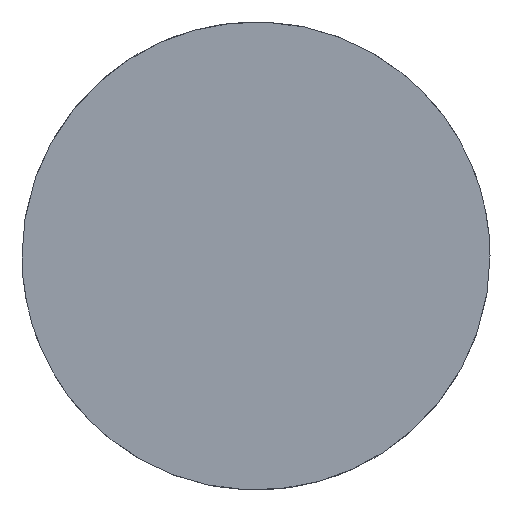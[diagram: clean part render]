
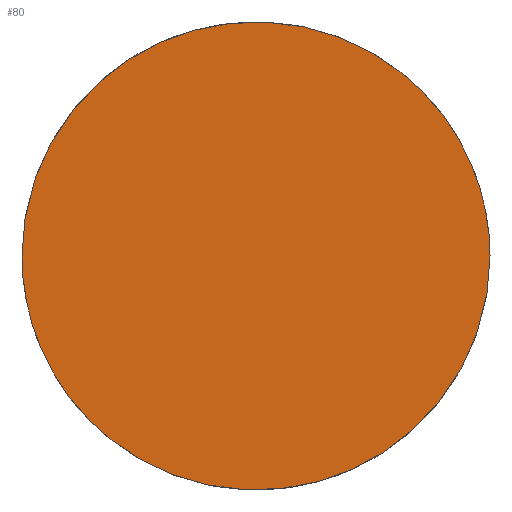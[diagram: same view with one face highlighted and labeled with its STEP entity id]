
A CAD part, top view. The second image highlights one B-rep face of the part: STEP entity #80.
In plain terms, the highlighted planar face has unit normal (0, -0.035, 0.999).
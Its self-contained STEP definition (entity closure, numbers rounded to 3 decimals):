
#2 = CARTESIAN_POINT ( 'NONE',  ( -50., 0., 4.254 ) ) ;
#7 = CARTESIAN_POINT ( 'NONE',  ( -50., 0., 4.254 ) ) ;
#9 = CARTESIAN_POINT ( 'NONE',  ( 50., 0., 4.254 ) ) ;
#10 = VERTEX_POINT ( 'NONE', #2 ) ;
#14 =( BOUNDED_CURVE ( )  B_SPLINE_CURVE ( 3, ( #76, #139, #136, #54 ),
 .UNSPECIFIED., .F., .F. ) 
 B_SPLINE_CURVE_WITH_KNOTS ( ( 4, 4 ),
 ( 4.712, 7.854 ),
 .UNSPECIFIED. ) 
 CURVE ( )  GEOMETRIC_REPRESENTATION_ITEM ( )  RATIONAL_B_SPLINE_CURVE ( ( 1., 0.333, 0.333, 1. ) ) 
 REPRESENTATION_ITEM ( '' )  );
#25 = EDGE_LOOP ( 'NONE', ( #129, #103 ) ) ;
#38 = EDGE_CURVE ( 'NONE', #128, #10, #14, .T. ) ;
#40 = CARTESIAN_POINT ( 'NONE',  ( 50., 100., 7.746 ) ) ;
#54 = CARTESIAN_POINT ( 'NONE',  ( -50., 0., 4.254 ) ) ;
#56 = DIRECTION ( 'NONE',  ( 0., 0.999, 0.035 ) ) ;
#66 =( BOUNDED_CURVE ( )  B_SPLINE_CURVE ( 3, ( #7, #81, #40, #67 ),
 .UNSPECIFIED., .F., .F. ) 
 B_SPLINE_CURVE_WITH_KNOTS ( ( 4, 4 ),
 ( 1.571, 4.712 ),
 .UNSPECIFIED. ) 
 CURVE ( )  GEOMETRIC_REPRESENTATION_ITEM ( )  RATIONAL_B_SPLINE_CURVE ( ( 1., 0.333, 0.333, 1. ) ) 
 REPRESENTATION_ITEM ( '' )  );
#67 = CARTESIAN_POINT ( 'NONE',  ( 50., 0., 4.254 ) ) ;
#76 = CARTESIAN_POINT ( 'NONE',  ( 50., 0., 4.254 ) ) ;
#79 = FACE_OUTER_BOUND ( 'NONE', #25, .T. ) ;
#80 = ADVANCED_FACE ( 'NONE', ( #79 ), #121, .F. ) ;
#81 = CARTESIAN_POINT ( 'NONE',  ( -50., 100., 7.746 ) ) ;
#94 = EDGE_CURVE ( 'NONE', #10, #128, #66, .T. ) ;
#102 = AXIS2_PLACEMENT_3D ( 'NONE', #132, #105, #56 ) ;
#103 = ORIENTED_EDGE ( 'NONE', *, *, #38, .F. ) ;
#105 = DIRECTION ( 'NONE',  ( 0., 0.035, -0.999 ) ) ;
#121 = PLANE ( 'NONE',  #102 ) ;
#128 = VERTEX_POINT ( 'NONE', #9 ) ;
#129 = ORIENTED_EDGE ( 'NONE', *, *, #94, .F. ) ;
#132 = CARTESIAN_POINT ( 'NONE',  ( -50., 50., 6. ) ) ;
#136 = CARTESIAN_POINT ( 'NONE',  ( -50., -100., 0.762 ) ) ;
#139 = CARTESIAN_POINT ( 'NONE',  ( 50., -100., 0.762 ) ) ;
